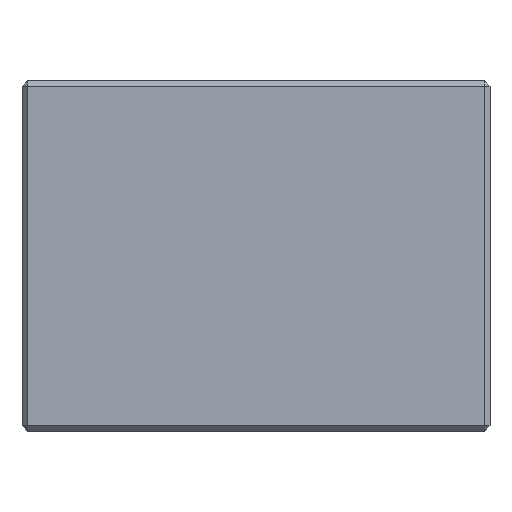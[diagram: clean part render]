
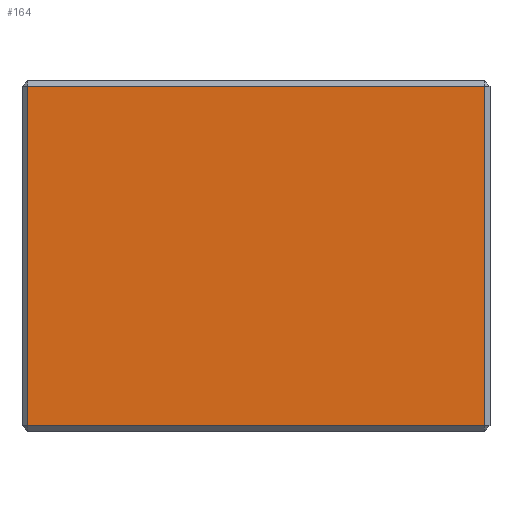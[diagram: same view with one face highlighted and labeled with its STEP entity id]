
A CAD part, front view. The second image highlights one B-rep face of the part: STEP entity #164.
In plain terms, the highlighted planar face has unit normal (0, -1, 0).
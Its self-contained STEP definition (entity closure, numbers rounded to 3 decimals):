
#137=FACE_OUTER_BOUND('',#441,.T.);
#164=ADVANCED_FACE('',(#137),#225,.F.);
#225=PLANE('',#899);
#260=LINE('',#1270,#308);
#261=LINE('',#1273,#309);
#262=LINE('',#1275,#310);
#263=LINE('',#1277,#311);
#308=VECTOR('',#1019,1.);
#309=VECTOR('',#1020,1.);
#310=VECTOR('',#1021,1.);
#311=VECTOR('',#1022,1.);
#441=EDGE_LOOP('',(#545,#546,#547,#548));
#545=ORIENTED_EDGE('',*,*,#784,.T.);
#546=ORIENTED_EDGE('',*,*,#785,.T.);
#547=ORIENTED_EDGE('',*,*,#786,.T.);
#548=ORIENTED_EDGE('',*,*,#787,.T.);
#715=VERTEX_POINT('',#1271);
#716=VERTEX_POINT('',#1272);
#717=VERTEX_POINT('',#1274);
#718=VERTEX_POINT('',#1276);
#784=EDGE_CURVE('',#715,#716,#260,.T.);
#785=EDGE_CURVE('',#716,#717,#261,.T.);
#786=EDGE_CURVE('',#717,#718,#262,.T.);
#787=EDGE_CURVE('',#718,#715,#263,.T.);
#899=AXIS2_PLACEMENT_3D('',#1278,#1023,#1024);
#1019=DIRECTION('',(0.,0.,-1.));
#1020=DIRECTION('',(1.,0.,0.));
#1021=DIRECTION('',(0.,0.,1.));
#1022=DIRECTION('',(-1.,0.,0.));
#1023=DIRECTION('',(0.,1.,0.));
#1024=DIRECTION('',(0.,0.,1.));
#1270=CARTESIAN_POINT('',(2.,-60.,60.));
#1271=CARTESIAN_POINT('',(2.,-60.,58.));
#1272=CARTESIAN_POINT('',(2.,-60.,-58.));
#1273=CARTESIAN_POINT('',(160.,-60.,-58.));
#1274=CARTESIAN_POINT('',(158.,-60.,-58.));
#1275=CARTESIAN_POINT('',(158.,-60.,60.));
#1276=CARTESIAN_POINT('',(158.,-60.,58.));
#1277=CARTESIAN_POINT('',(160.,-60.,58.));
#1278=CARTESIAN_POINT('',(160.,-60.,60.));
